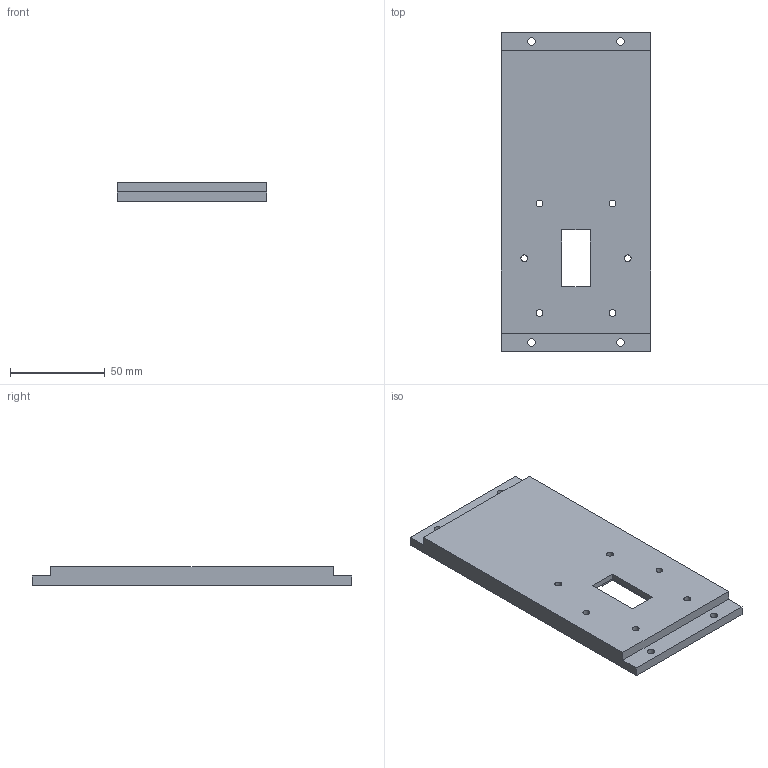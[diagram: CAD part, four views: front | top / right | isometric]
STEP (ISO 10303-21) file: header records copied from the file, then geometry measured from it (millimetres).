
FILE_DESCRIPTION(('FreeCAD Model'),'2;1');
FILE_NAME('Open CASCADE Shape Model','2025-04-20T15:19:10',('Author'),( ''),'Open CASCADE STEP processor 7.8','FreeCAD','Unknown');
FILE_SCHEMA(('AUTOMOTIVE_DESIGN { 1 0 10303 214 1 1 1 1 }'));
Length unit declared in the file: millimetre
Products named in the file (1): Pocket002
Bounding box: 79 x 169 x 10 mm (x, y, z)
Volume: 95408.5 mm3; surface area: 34861.5 mm2
Topology: 1 solids, 1 shells, 48 faces, 116 edges, 77 vertices
Faces by surface type: plane 31, cylinder 17
Full cylindrical faces by diameter (mm): 3.6 x6, 4 x4, 12 x6
Entity records: 1473 total; most frequent: DIRECTION 249, CARTESIAN_POINT 242, ORIENTED_EDGE 232, EDGE_CURVE 116, AXIS2_PLACEMENT_3D 84, LINE 81, VECTOR 81, FACE_BOUND 77
